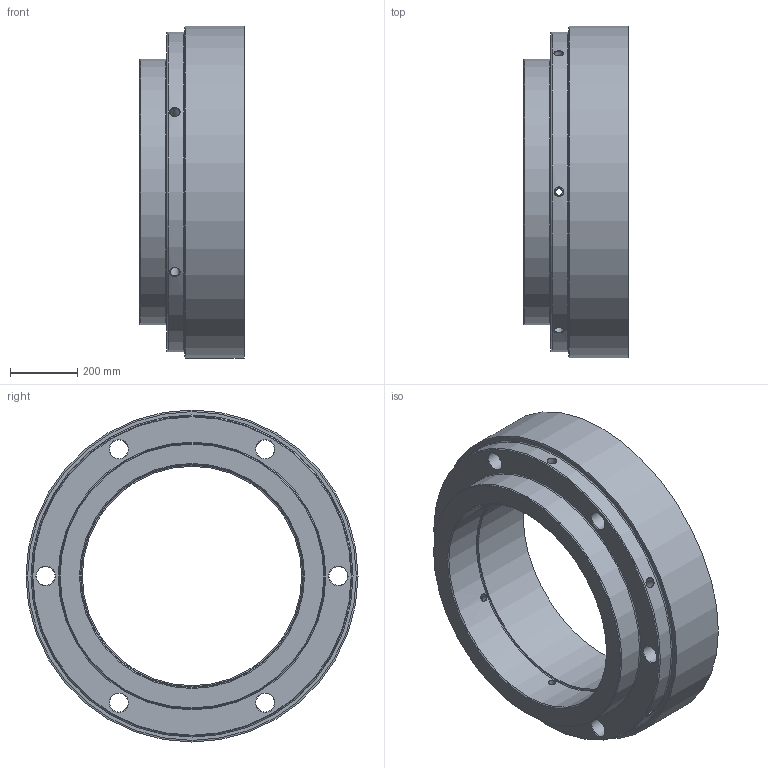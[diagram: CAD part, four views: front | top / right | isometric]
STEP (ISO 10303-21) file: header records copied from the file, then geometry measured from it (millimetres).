
FILE_DESCRIPTION(/* description */ (''),/* implementation_level */ '2;1');
FILE_NAME(/* name */ '1205DU1017494_K.stp',/* time_stamp */ '2013-09-03T11:26:27+02:00',/* author */ (''),/* organization */ (''),/* preprocessor_version */ 'ST-DEVELOPER v11',/* originating_system */ 'SIEMENS UGS NX 6.0',/* authorisation */ '');
FILE_SCHEMA (('CONFIG_CONTROL_DESIGN'));
Length unit declared in the file: inch
Products named in the file (1): 1205DU1017494_K
Bounding box: 312.93 x 990.44 x 990.44 mm (x, y, z)
Volume: 104822072.5 mm3; surface area: 2701769 mm2
Topology: 1 solids, 1 shells, 71 faces, 164 edges, 102 vertices
Faces by surface type: cylinder 25, cone 23, plane 11, bspline 8, torus 4
Full cylindrical faces by diameter (mm): 20.625 x6, 28.448 x6, 34.988 x2, 55.626 x6, 654.209 x1, 665.226 x1, 792.48 x1, 954.532 x1, 990.441 x1
Entity records: 2606 total; most frequent: CARTESIAN_POINT 1238, DIRECTION 254, FACE_BOUND 168, EDGE_LOOP 166, ORIENTED_EDGE 166, AXIS2_PLACEMENT_3D 127, VERTEX_POINT 85, EDGE_CURVE 83
